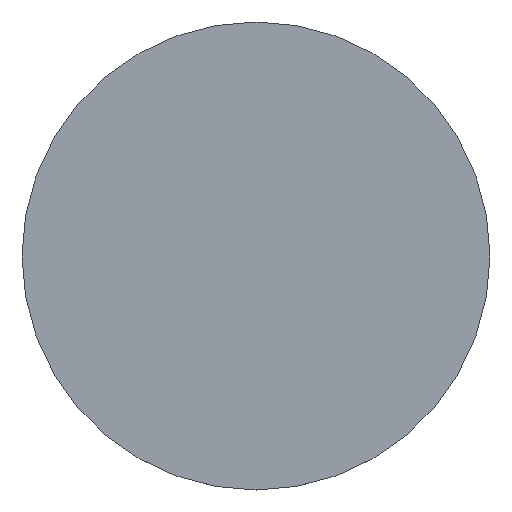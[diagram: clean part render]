
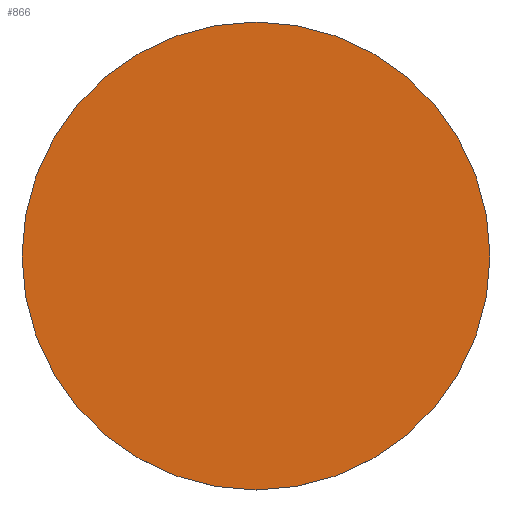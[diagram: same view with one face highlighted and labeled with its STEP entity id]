
A CAD part, top view. The second image highlights one B-rep face of the part: STEP entity #866.
In plain terms, the highlighted planar face has unit normal (0, 0, 1).
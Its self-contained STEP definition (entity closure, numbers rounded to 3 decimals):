
#710 = CYLINDRICAL_SURFACE('',#711,27.);
#711 = AXIS2_PLACEMENT_3D('',#712,#713,#714);
#712 = CARTESIAN_POINT('',(0.,0.,30.5));
#713 = DIRECTION('',(0.,0.,1.));
#714 = DIRECTION('',(1.,0.,0.));
#782 = VERTEX_POINT('',#783);
#783 = CARTESIAN_POINT('',(27.,0.,31.5));
#804 = EDGE_CURVE('',#782,#782,#805,.T.);
#805 = SURFACE_CURVE('',#806,(#811,#818),.PCURVE_S1.);
#806 = CIRCLE('',#807,27.);
#807 = AXIS2_PLACEMENT_3D('',#808,#809,#810);
#808 = CARTESIAN_POINT('',(0.,0.,31.5));
#809 = DIRECTION('',(0.,0.,-1.));
#810 = DIRECTION('',(1.,0.,0.));
#811 = PCURVE('',#710,#812);
#812 = DEFINITIONAL_REPRESENTATION('',(#813),#817);
#813 = LINE('',#814,#815);
#814 = CARTESIAN_POINT('',(-0.,1.));
#815 = VECTOR('',#816,1.);
#816 = DIRECTION('',(-1.,0.));
#817 = ( GEOMETRIC_REPRESENTATION_CONTEXT(2) 
PARAMETRIC_REPRESENTATION_CONTEXT() REPRESENTATION_CONTEXT('2D SPACE',''
  ) );
#818 = PCURVE('',#819,#824);
#819 = PLANE('',#820);
#820 = AXIS2_PLACEMENT_3D('',#821,#822,#823);
#821 = CARTESIAN_POINT('',(0.,0.,31.5));
#822 = DIRECTION('',(0.,0.,-1.));
#823 = DIRECTION('',(1.,0.,0.));
#824 = DEFINITIONAL_REPRESENTATION('',(#825),#829);
#825 = CIRCLE('',#826,27.);
#826 = AXIS2_PLACEMENT_2D('',#827,#828);
#827 = CARTESIAN_POINT('',(0.,0.));
#828 = DIRECTION('',(1.,0.));
#829 = ( GEOMETRIC_REPRESENTATION_CONTEXT(2) 
PARAMETRIC_REPRESENTATION_CONTEXT() REPRESENTATION_CONTEXT('2D SPACE',''
  ) );
#866 = ADVANCED_FACE('',(#867),#819,.F.);
#867 = FACE_BOUND('',#868,.F.);
#868 = EDGE_LOOP('',(#869));
#869 = ORIENTED_EDGE('',*,*,#804,.T.);
